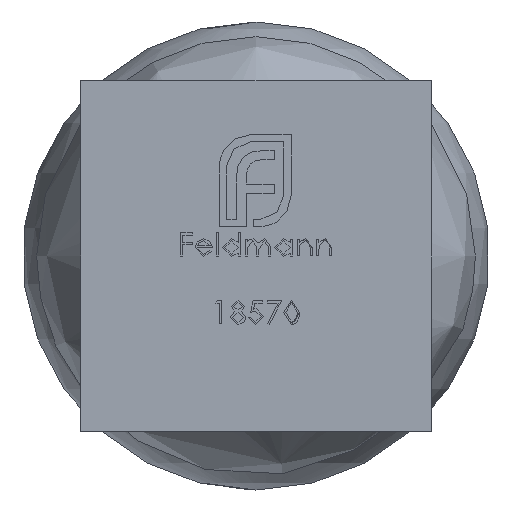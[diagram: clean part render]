
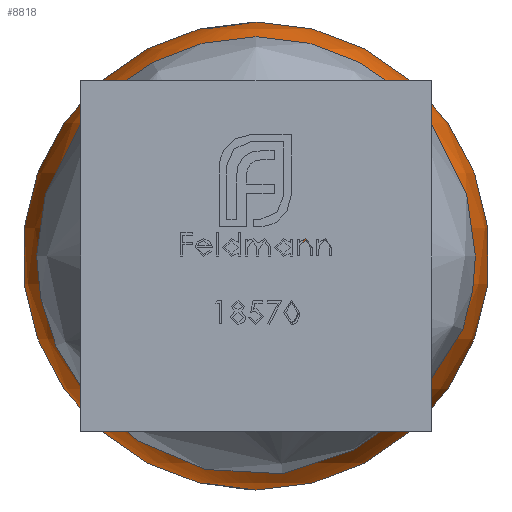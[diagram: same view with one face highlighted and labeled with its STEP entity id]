
A CAD part, front view. The second image highlights one B-rep face of the part: STEP entity #8818.
In plain terms, the highlighted spherical face has radius 8 mm.
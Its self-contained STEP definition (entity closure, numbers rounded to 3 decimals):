
#37 = EDGE_CURVE ( 'NONE', #8019, #12819, #6684, .T. ) ;
#1216 = ORIENTED_EDGE ( 'NONE', *, *, #6992, .T. ) ;
#1420 = EDGE_CURVE ( 'NONE', #12185, #8019, #6545, .T. ) ;
#1761 = AXIS2_PLACEMENT_3D ( 'NONE', #7076, #11270, #12266 ) ;
#2033 = DIRECTION ( 'NONE',  ( 0., 0., 1. ) ) ;
#2202 = DIRECTION ( 'NONE',  ( 1., 0., 0. ) ) ;
#3185 = DIRECTION ( 'NONE',  ( -1., 0., 0. ) ) ;
#3694 = AXIS2_PLACEMENT_3D ( 'NONE', #7429, #12749, #2202 ) ;
#3790 = CARTESIAN_POINT ( 'NONE',  ( -1.723, 984.38, 1.723 ) ) ;
#4191 = DIRECTION ( 'NONE',  ( 0., 0., 1. ) ) ;
#4196 = DIRECTION ( 'NONE',  ( 0., 0., -1. ) ) ;
#4406 = AXIS2_PLACEMENT_3D ( 'NONE', #12497, #4191, #3185 ) ;
#5163 = DIRECTION ( 'NONE',  ( 1., 0., 0. ) ) ;
#5235 = VERTEX_POINT ( 'NONE', #12396 ) ;
#5302 = CARTESIAN_POINT ( 'NONE',  ( -1.723, 992., 0. ) ) ;
#5444 = ORIENTED_EDGE ( 'NONE', *, *, #37, .T. ) ;
#6544 = EDGE_LOOP ( 'NONE', ( #5444, #1216, #11473, #11227 ) ) ;
#6545 = CIRCLE ( 'NONE', #3694, 7.812 ) ;
#6640 = EDGE_CURVE ( 'NONE', #5235, #12185, #6736, .T. ) ;
#6684 = CIRCLE ( 'NONE', #13073, 7.812 ) ;
#6736 = CIRCLE ( 'NONE', #11937, 7.812 ) ;
#6992 = EDGE_CURVE ( 'NONE', #12819, #5235, #8183, .T. ) ;
#7076 = CARTESIAN_POINT ( 'NONE',  ( 0., 992., 0. ) ) ;
#7429 = CARTESIAN_POINT ( 'NONE',  ( 0., 992., -1.723 ) ) ;
#8019 = VERTEX_POINT ( 'NONE', #10278 ) ;
#8183 = CIRCLE ( 'NONE', #4406, 7.812 ) ;
#8813 = FACE_OUTER_BOUND ( 'NONE', #6544, .T. ) ;
#8818 = ADVANCED_FACE ( 'NONE', ( #8813 ), #10468, .T. ) ;
#9166 = CARTESIAN_POINT ( 'NONE',  ( 1.723, 984.38, -1.723 ) ) ;
#10278 = CARTESIAN_POINT ( 'NONE',  ( -1.723, 984.38, -1.723 ) ) ;
#10468 = SPHERICAL_SURFACE ( 'NONE', #1761, 8. ) ;
#11227 = ORIENTED_EDGE ( 'NONE', *, *, #1420, .T. ) ;
#11270 = DIRECTION ( 'NONE',  ( 0., 0., -1. ) ) ;
#11473 = ORIENTED_EDGE ( 'NONE', *, *, #6640, .T. ) ;
#11547 = DIRECTION ( 'NONE',  ( -1., 0., 0. ) ) ;
#11937 = AXIS2_PLACEMENT_3D ( 'NONE', #12538, #5163, #2033 ) ;
#12185 = VERTEX_POINT ( 'NONE', #9166 ) ;
#12266 = DIRECTION ( 'NONE',  ( 1., 0., 0. ) ) ;
#12396 = CARTESIAN_POINT ( 'NONE',  ( 1.723, 984.38, 1.723 ) ) ;
#12497 = CARTESIAN_POINT ( 'NONE',  ( 0., 992., 1.723 ) ) ;
#12538 = CARTESIAN_POINT ( 'NONE',  ( 1.723, 992., 0. ) ) ;
#12749 = DIRECTION ( 'NONE',  ( 0., 0., -1. ) ) ;
#12819 = VERTEX_POINT ( 'NONE', #3790 ) ;
#13073 = AXIS2_PLACEMENT_3D ( 'NONE', #5302, #11547, #4196 ) ;
